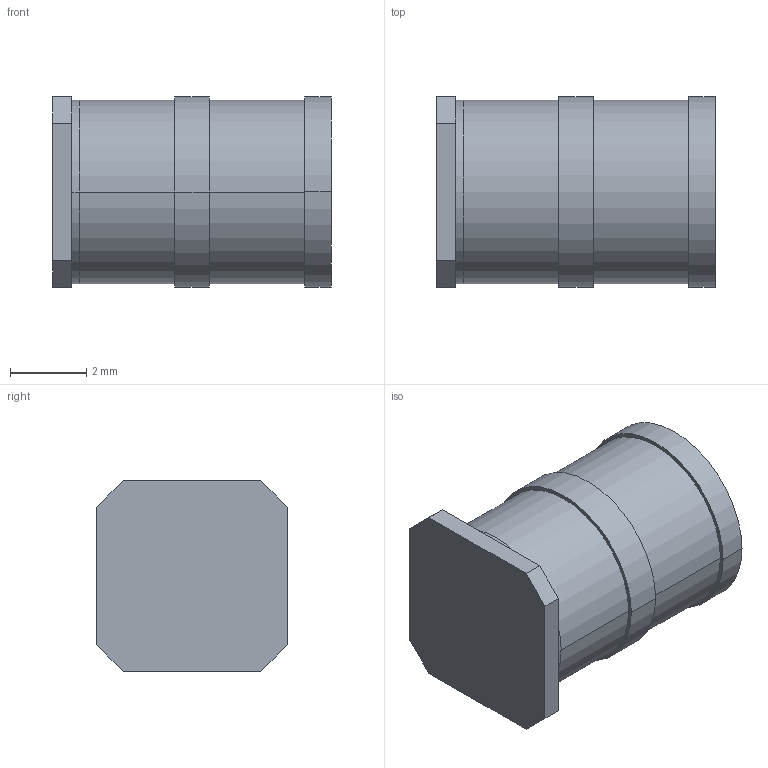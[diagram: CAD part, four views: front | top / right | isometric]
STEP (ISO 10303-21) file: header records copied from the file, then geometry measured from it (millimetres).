
FILE_DESCRIPTION((''),'2;1');
FILE_NAME('SAR_BOURNS_2036-xx-SM.stp','2011-04-06T16:11:52',(''),(''),'Mechanical Desktop 2011','Mechanical Desktop 2011',', , ');
FILE_SCHEMA(('AUTOMOTIVE_DESIGN { 1 2 10303 214 1 1 1 1 }'));
Length unit declared in the file: millimetre
Products named in the file (1): Product
Bounding box: 7.3 x 5 x 5 mm (x, y, z)
Volume: 136 mm3; surface area: 351 mm2
Topology: 6 solids, 6 shells, 33 faces, 60 edges, 40 vertices
Faces by surface type: plane 21, cylinder 12
Entity records: 872 total; most frequent: DIRECTION 152, CARTESIAN_POINT 134, ORIENTED_EDGE 120, EDGE_CURVE 60, AXIS2_PLACEMENT_3D 58, VERTEX_POINT 40, VECTOR 36, LINE 36
